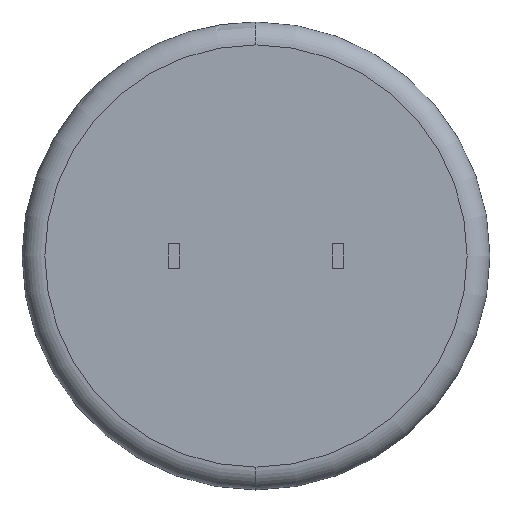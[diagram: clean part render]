
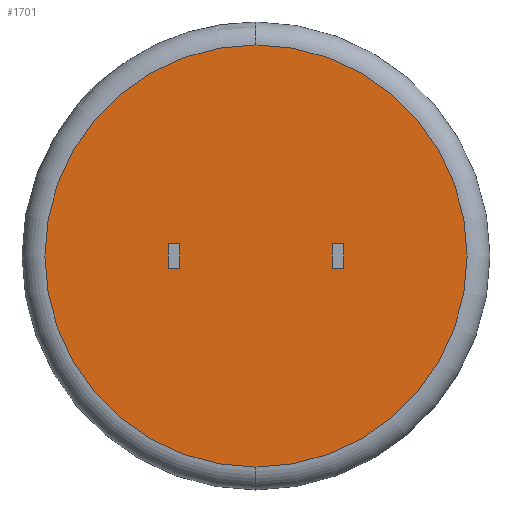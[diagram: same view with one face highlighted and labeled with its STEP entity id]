
A CAD part, front view. The second image highlights one B-rep face of the part: STEP entity #1701.
In plain terms, the highlighted planar face has unit normal (0, -1, 0).
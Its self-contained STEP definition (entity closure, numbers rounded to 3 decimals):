
#57 = CARTESIAN_POINT ( 'NONE',  ( -5.43, 0., -0.75 ) ) ;
#70 = AXIS2_PLACEMENT_3D ( 'NONE', #713, #464, #878 ) ;
#74 = CARTESIAN_POINT ( 'NONE',  ( 4.73, 0., -0.75 ) ) ;
#86 = CARTESIAN_POINT ( 'NONE',  ( 5.43, 0., 0. ) ) ;
#100 = CARTESIAN_POINT ( 'NONE',  ( -4.73, 0., -0.75 ) ) ;
#107 = DIRECTION ( 'NONE',  ( 0., 0., 1. ) ) ;
#128 = CIRCLE ( 'NONE', #70, 13.081 ) ;
#152 = EDGE_CURVE ( 'NONE', #687, #833, #1483, .T. ) ;
#167 = CARTESIAN_POINT ( 'NONE',  ( 0., 0., 0. ) ) ;
#210 = VECTOR ( 'NONE', #1436, 1000. ) ;
#221 = VECTOR ( 'NONE', #941, 1000. ) ;
#245 = ORIENTED_EDGE ( 'NONE', *, *, #256, .T. ) ;
#255 = AXIS2_PLACEMENT_3D ( 'NONE', #1052, #1506, #1307 ) ;
#256 = EDGE_CURVE ( 'NONE', #1053, #1889, #363, .T. ) ;
#285 = VERTEX_POINT ( 'NONE', #448 ) ;
#295 = VECTOR ( 'NONE', #1323, 1000. ) ;
#363 = CIRCLE ( 'NONE', #255, 13.081 ) ;
#375 = CARTESIAN_POINT ( 'NONE',  ( 5.43, 0., 0.75 ) ) ;
#448 = CARTESIAN_POINT ( 'NONE',  ( 4.73, 0., 0.75 ) ) ;
#464 = DIRECTION ( 'NONE',  ( 0., -1., 0. ) ) ;
#510 = EDGE_CURVE ( 'NONE', #2016, #285, #2127, .T. ) ;
#544 = ORIENTED_EDGE ( 'NONE', *, *, #1353, .F. ) ;
#546 = ORIENTED_EDGE ( 'NONE', *, *, #1914, .T. ) ;
#567 = DIRECTION ( 'NONE',  ( 1., 0., 0. ) ) ;
#600 = VECTOR ( 'NONE', #1812, 1000. ) ;
#636 = ORIENTED_EDGE ( 'NONE', *, *, #152, .F. ) ;
#654 = LINE ( 'NONE', #1254, #2419 ) ;
#661 = CARTESIAN_POINT ( 'NONE',  ( 0., 0., -13.081 ) ) ;
#674 = VECTOR ( 'NONE', #107, 1000. ) ;
#687 = VERTEX_POINT ( 'NONE', #2002 ) ;
#713 = CARTESIAN_POINT ( 'NONE',  ( 0., 0., 0. ) ) ;
#735 = CARTESIAN_POINT ( 'NONE',  ( 0., 0., 13.081 ) ) ;
#780 = CARTESIAN_POINT ( 'NONE',  ( 4.73, 0., 0.75 ) ) ;
#801 = CARTESIAN_POINT ( 'NONE',  ( -5.43, 0., 0.75 ) ) ;
#821 = DIRECTION ( 'NONE',  ( 0., 1., 0. ) ) ;
#833 = VERTEX_POINT ( 'NONE', #100 ) ;
#864 = LINE ( 'NONE', #2008, #674 ) ;
#874 = ORIENTED_EDGE ( 'NONE', *, *, #1233, .F. ) ;
#878 = DIRECTION ( 'NONE',  ( 0., 0., 1. ) ) ;
#941 = DIRECTION ( 'NONE',  ( 0., 0., -1. ) ) ;
#1052 = CARTESIAN_POINT ( 'NONE',  ( 0., 0., 0. ) ) ;
#1053 = VERTEX_POINT ( 'NONE', #661 ) ;
#1146 = LINE ( 'NONE', #1610, #221 ) ;
#1199 = VERTEX_POINT ( 'NONE', #1350 ) ;
#1233 = EDGE_CURVE ( 'NONE', #1292, #2016, #1623, .T. ) ;
#1254 = CARTESIAN_POINT ( 'NONE',  ( 4.73, 0., -0.75 ) ) ;
#1292 = VERTEX_POINT ( 'NONE', #1455 ) ;
#1307 = DIRECTION ( 'NONE',  ( 0., 0., 1. ) ) ;
#1323 = DIRECTION ( 'NONE',  ( 1., 0., 0. ) ) ;
#1342 = LINE ( 'NONE', #2035, #210 ) ;
#1350 = CARTESIAN_POINT ( 'NONE',  ( -4.73, 0., 0.75 ) ) ;
#1353 = EDGE_CURVE ( 'NONE', #285, #1831, #2632, .T. ) ;
#1436 = DIRECTION ( 'NONE',  ( 1., 0., 0. ) ) ;
#1440 = ORIENTED_EDGE ( 'NONE', *, *, #2747, .F. ) ;
#1452 = ORIENTED_EDGE ( 'NONE', *, *, #1648, .T. ) ;
#1455 = CARTESIAN_POINT ( 'NONE',  ( 5.43, 0., -0.75 ) ) ;
#1483 = LINE ( 'NONE', #57, #295 ) ;
#1490 = FACE_BOUND ( 'NONE', #2449, .T. ) ;
#1506 = DIRECTION ( 'NONE',  ( 0., -1., 0. ) ) ;
#1541 = VERTEX_POINT ( 'NONE', #801 ) ;
#1610 = CARTESIAN_POINT ( 'NONE',  ( -4.73, 0., 0.75 ) ) ;
#1623 = LINE ( 'NONE', #86, #600 ) ;
#1648 = EDGE_CURVE ( 'NONE', #1541, #1199, #1342, .T. ) ;
#1701 = ADVANCED_FACE ( 'NONE', ( #2565, #1490, #1897 ), #2756, .F. ) ;
#1788 = DIRECTION ( 'NONE',  ( 0., 0., -1. ) ) ;
#1803 = EDGE_CURVE ( 'NONE', #1889, #1053, #128, .T. ) ;
#1812 = DIRECTION ( 'NONE',  ( 0., 0., 1. ) ) ;
#1831 = VERTEX_POINT ( 'NONE', #74 ) ;
#1848 = EDGE_LOOP ( 'NONE', ( #544, #2697, #874, #1440 ) ) ;
#1864 = DIRECTION ( 'NONE',  ( -1., 0., 0. ) ) ;
#1876 = DIRECTION ( 'NONE',  ( 0., 0., 1. ) ) ;
#1889 = VERTEX_POINT ( 'NONE', #735 ) ;
#1897 = FACE_BOUND ( 'NONE', #1848, .T. ) ;
#1914 = EDGE_CURVE ( 'NONE', #687, #1541, #864, .T. ) ;
#1970 = ORIENTED_EDGE ( 'NONE', *, *, #1803, .T. ) ;
#2002 = CARTESIAN_POINT ( 'NONE',  ( -5.43, 0., -0.75 ) ) ;
#2008 = CARTESIAN_POINT ( 'NONE',  ( -5.43, 0., 0. ) ) ;
#2016 = VERTEX_POINT ( 'NONE', #375 ) ;
#2035 = CARTESIAN_POINT ( 'NONE',  ( -5.43, 0., 0.75 ) ) ;
#2127 = LINE ( 'NONE', #780, #2282 ) ;
#2151 = EDGE_CURVE ( 'NONE', #1199, #833, #1146, .T. ) ;
#2282 = VECTOR ( 'NONE', #1864, 1000. ) ;
#2414 = EDGE_LOOP ( 'NONE', ( #1970, #245 ) ) ;
#2419 = VECTOR ( 'NONE', #567, 1000. ) ;
#2449 = EDGE_LOOP ( 'NONE', ( #546, #1452, #2484, #636 ) ) ;
#2484 = ORIENTED_EDGE ( 'NONE', *, *, #2151, .T. ) ;
#2565 = FACE_OUTER_BOUND ( 'NONE', #2414, .T. ) ;
#2582 = VECTOR ( 'NONE', #1788, 1000. ) ;
#2632 = LINE ( 'NONE', #2648, #2582 ) ;
#2648 = CARTESIAN_POINT ( 'NONE',  ( 4.73, 0., -0.75 ) ) ;
#2695 = AXIS2_PLACEMENT_3D ( 'NONE', #167, #821, #1876 ) ;
#2697 = ORIENTED_EDGE ( 'NONE', *, *, #510, .F. ) ;
#2747 = EDGE_CURVE ( 'NONE', #1831, #1292, #654, .T. ) ;
#2756 = PLANE ( 'NONE',  #2695 ) ;
